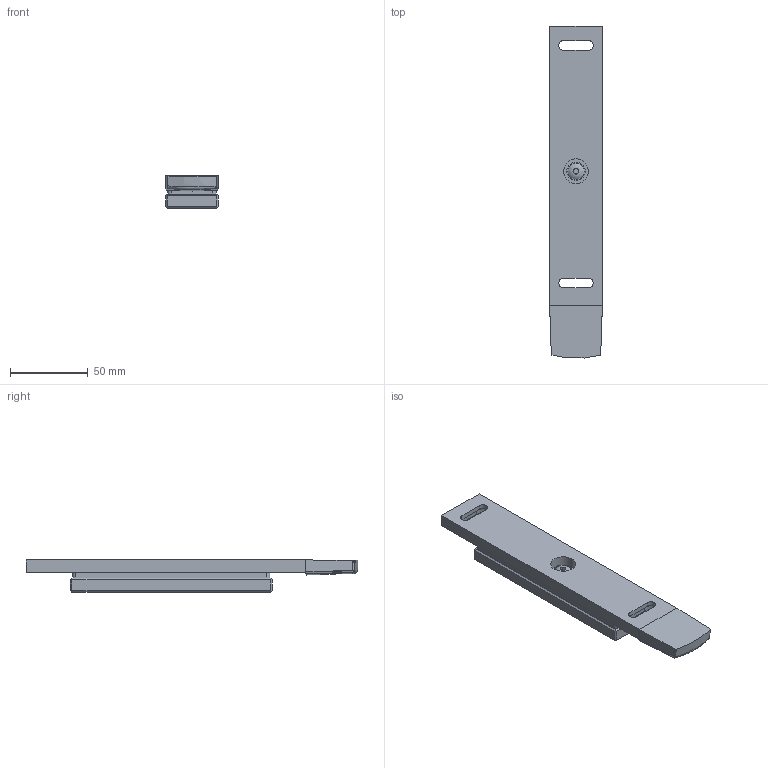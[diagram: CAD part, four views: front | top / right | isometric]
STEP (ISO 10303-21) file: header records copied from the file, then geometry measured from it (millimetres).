
FILE_DESCRIPTION (( 'STEP AP214' ), '1' );
FILE_NAME ('RL-A1_REV1.STEP', '2023-08-16T10:13:04', ( '' ), ( '' ), 'SwSTEP 2.0', 'SolidWorks 2021', '' );
FILE_SCHEMA (( 'AUTOMOTIVE_DESIGN' ));
Length unit declared in the file: inch
Products named in the file (1): RL-A1_REV1
Bounding box: 34 x 213.87 x 20.7 mm (x, y, z)
Volume: 107956.2 mm3; surface area: 23887.8 mm2
Topology: 1 solids, 1 shells, 100 faces, 250 edges, 160 vertices
Faces by surface type: plane 52, bspline 31, cylinder 17
Full cylindrical faces by diameter (mm): 11.8 x1, 16 x1
Entity records: 4623 total; most frequent: CARTESIAN_POINT 2435, ORIENTED_EDGE 492, DIRECTION 344, EDGE_CURVE 246, VERTEX_POINT 159, LINE 142, VECTOR 142, EDGE_LOOP 115
